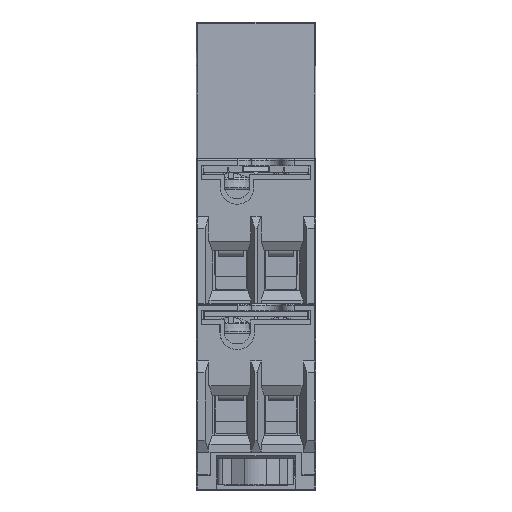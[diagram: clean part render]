
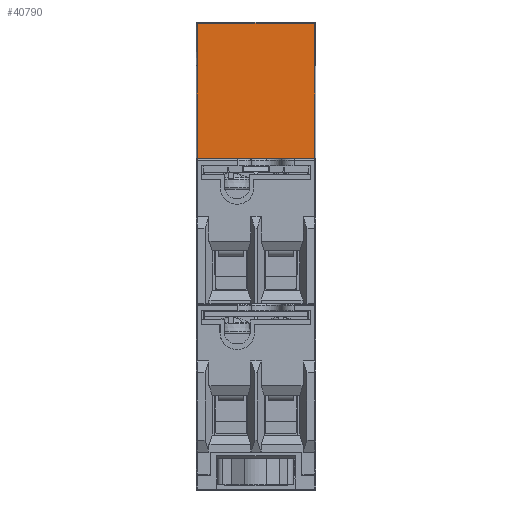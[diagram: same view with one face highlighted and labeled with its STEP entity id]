
A CAD part, top view. The second image highlights one B-rep face of the part: STEP entity #40790.
In plain terms, the highlighted planar face has unit normal (0, 0.018, 1).
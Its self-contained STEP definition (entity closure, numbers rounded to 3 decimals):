
#38180=CARTESIAN_POINT('',(8.55,57.503,22.263));
#38185=DIRECTION('',(0.,1.,-0.017));
#38186=VECTOR('',#38185,13.505);
#38187=CARTESIAN_POINT('',(8.55,44.,22.498));
#38188=LINE('',#38187,#38186);
#38596=CARTESIAN_POINT('',(-8.55,57.503,
22.263));
#38688=DIRECTION('',(0.,-1.,0.017));
#38689=VECTOR('',#38688,13.505);
#38690=CARTESIAN_POINT('',(-8.55,57.503,
22.263));
#38691=LINE('',#38690,#38689);
#38695=DIRECTION('',(1.,0.,0.));
#38696=VECTOR('',#38695,17.1);
#38697=CARTESIAN_POINT('',(-8.55,44.,
22.498));
#38698=LINE('',#38697,#38696);
#38702=CARTESIAN_POINT('',(8.55,44.,22.498));
#38902=CARTESIAN_POINT('',(-8.55,44.,
22.498));
#38907=DIRECTION('',(0.009,1.,-0.017));
#38908=VECTOR('',#38907,6.202);
#38909=CARTESIAN_POINT('',(-8.55,57.503,
22.263));
#38910=LINE('',#38909,#38908);
#38914=DIRECTION('',(0.009,-1.,0.017));
#38915=VECTOR('',#38914,6.202);
#38916=CARTESIAN_POINT('',(8.496,63.703,22.154));
#38917=LINE('',#38916,#38915);
#38928=DIRECTION('',(-1.,0.,0.));
#38929=VECTOR('',#38928,16.992);
#38930=CARTESIAN_POINT('',(8.496,63.703,22.154));
#38931=LINE('',#38930,#38929);
#40264=VERTEX_POINT('',#38180);
#40265=CARTESIAN_POINT('',(8.496,63.703,22.154));
#40266=VERTEX_POINT('',#40265);
#40273=VERTEX_POINT('',#38702);
#40325=CARTESIAN_POINT('',(-8.496,63.703,
22.154));
#40326=VERTEX_POINT('',#40325);
#40327=VERTEX_POINT('',#38596);
#40329=VERTEX_POINT('',#38902);
#40776=CARTESIAN_POINT('',(8.75,63.9,22.151));
#40777=DIRECTION('',(0.,-0.017,-1.));
#40778=DIRECTION('',(0.,1.,-0.017));
#40779=AXIS2_PLACEMENT_3D('',#40776,#40777,#40778);
#40780=PLANE('',#40779);
#40781=ORIENTED_EDGE('',*,*,#40709,.T.);
#40783=ORIENTED_EDGE('',*,*,#40782,.F.);
#40784=ORIENTED_EDGE('',*,*,#40454,.T.);
#40785=ORIENTED_EDGE('',*,*,#40479,.F.);
#40786=ORIENTED_EDGE('',*,*,#40749,.F.);
#40787=ORIENTED_EDGE('',*,*,#40732,.F.);
#40788=EDGE_LOOP('',(#40781,#40783,#40784,#40785,#40786,#40787));
#40789=FACE_OUTER_BOUND('',#40788,.F.);
#40454=EDGE_CURVE('',#40266,#40264,#38917,.T.);
#40479=EDGE_CURVE('',#40273,#40264,#38188,.T.);
#40709=EDGE_CURVE('',#40327,#40326,#38910,.T.);
#40732=EDGE_CURVE('',#40327,#40329,#38691,.T.);
#40749=EDGE_CURVE('',#40329,#40273,#38698,.T.);
#40782=EDGE_CURVE('',#40266,#40326,#38931,.T.);
#40790=ADVANCED_FACE('',(#40789),#40780,.F.);
